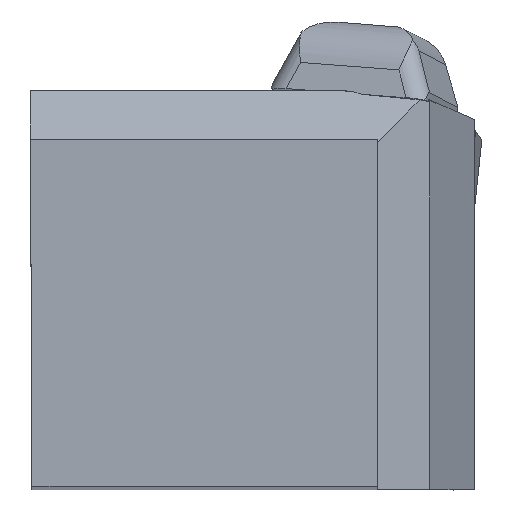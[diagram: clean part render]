
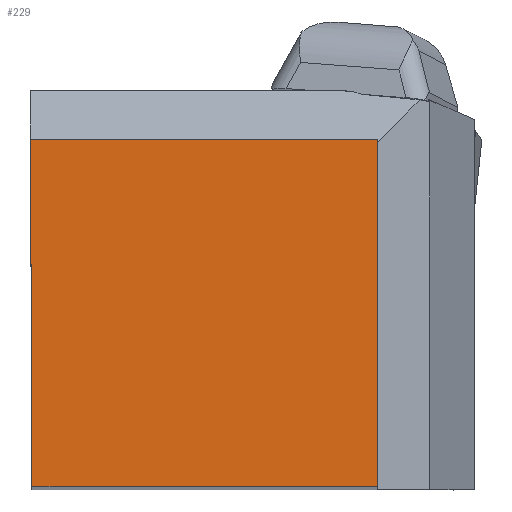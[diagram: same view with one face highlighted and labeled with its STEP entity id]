
A CAD part, top view. The second image highlights one B-rep face of the part: STEP entity #229.
In plain terms, the highlighted planar face has unit normal (0, 0, 1).
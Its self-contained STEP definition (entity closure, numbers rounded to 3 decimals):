
#154=FACE_OUTER_BOUND('',#373,.T.);
#229=ADVANCED_FACE('BLANK_BOXF006',(#154),#294,.F.);
#294=PLANE('',#1648);
#373=EDGE_LOOP('',(#627,#628,#629,#630));
#627=ORIENTED_EDGE('',*,*,#1110,.T.);
#628=ORIENTED_EDGE('',*,*,#1111,.T.);
#629=ORIENTED_EDGE('',*,*,#1107,.T.);
#630=ORIENTED_EDGE('',*,*,#1089,.T.);
#929=VERTEX_POINT('',#2392);
#930=VERTEX_POINT('',#2394);
#941=VERTEX_POINT('',#2427);
#943=VERTEX_POINT('',#2433);
#1089=EDGE_CURVE('',#930,#929,#1272,.T.);
#1107=EDGE_CURVE('',#941,#930,#1288,.T.);
#1110=EDGE_CURVE('',#929,#943,#1291,.T.);
#1111=EDGE_CURVE('',#943,#941,#1292,.T.);
#1272=LINE('',#2393,#1433);
#1288=LINE('',#2426,#1449);
#1291=LINE('',#2432,#1452);
#1292=LINE('',#2434,#1453);
#1433=VECTOR('',#1896,1.);
#1449=VECTOR('',#1924,1.);
#1452=VECTOR('',#1929,1.);
#1453=VECTOR('',#1930,1.);
#1648=AXIS2_PLACEMENT_3D('',#2435,#1931,#1932);
#1896=DIRECTION('',(1.,0.,0.));
#1924=DIRECTION('',(0.004,-1.,0.));
#1929=DIRECTION('',(0.,1.,0.));
#1930=DIRECTION('',(-1.,0.,0.));
#1931=DIRECTION('',(0.,0.,-1.));
#1932=DIRECTION('',(1.,0.,0.));
#2392=CARTESIAN_POINT('',(24.875,0.,0.));
#2393=CARTESIAN_POINT('',(-157.35,0.,0.));
#2394=CARTESIAN_POINT('',(0.109,0.,0.));
#2426=CARTESIAN_POINT('',(-0.578,157.349,0.));
#2427=CARTESIAN_POINT('',(0.,24.875,0.));
#2432=CARTESIAN_POINT('',(24.875,-157.35,0.));
#2433=CARTESIAN_POINT('',(24.875,24.875,0.));
#2434=CARTESIAN_POINT('',(157.35,24.875,0.));
#2435=CARTESIAN_POINT('',(38.35,-5.,0.));
